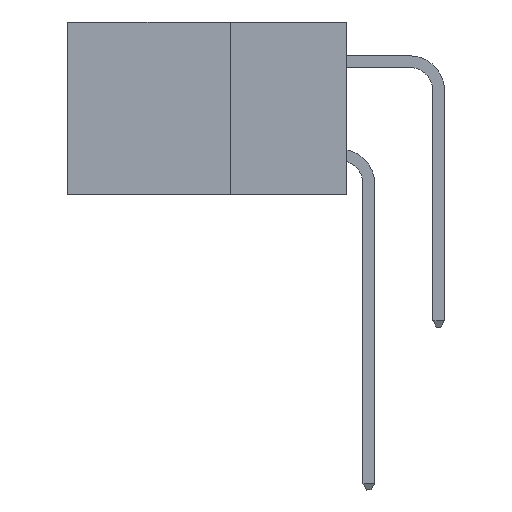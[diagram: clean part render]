
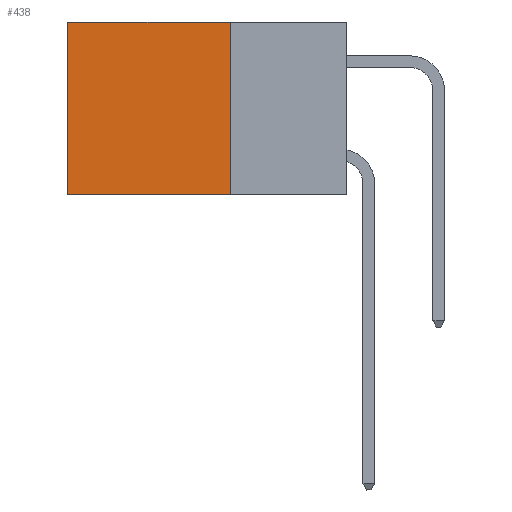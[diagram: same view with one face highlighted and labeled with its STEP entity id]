
A CAD part, left-side view. The second image highlights one B-rep face of the part: STEP entity #438.
In plain terms, the highlighted planar face has unit normal (-1, 0, 0).
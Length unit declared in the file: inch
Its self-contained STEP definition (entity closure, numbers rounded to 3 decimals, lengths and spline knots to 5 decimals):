
#47 = LINE ( 'NONE', #4491, #20125 ) ;
#438 = ADVANCED_FACE ( 'NONE', ( #3134 ), #8801, .F. ) ;
#1940 = LINE ( 'NONE', #17142, #2825 ) ;
#2825 = VECTOR ( 'NONE', #19162, 39.37008 ) ;
#3134 = FACE_OUTER_BOUND ( 'NONE', #8244, .T. ) ;
#3348 = AXIS2_PLACEMENT_3D ( 'NONE', #20016, #17219, #14945 ) ;
#3817 = VECTOR ( 'NONE', #5705, 39.37008 ) ;
#4358 = ORIENTED_EDGE ( 'NONE', *, *, #20533, .T. ) ;
#4491 = CARTESIAN_POINT ( 'NONE',  ( 0.2875, 0.25, -0.37 ) ) ;
#5705 = DIRECTION ( 'NONE',  ( 0., 0., -1. ) ) ;
#7355 = CARTESIAN_POINT ( 'NONE',  ( 0.2875, 0.25, -0.37 ) ) ;
#7708 = LINE ( 'NONE', #15591, #3817 ) ;
#7823 = VERTEX_POINT ( 'NONE', #7355 ) ;
#7834 = ORIENTED_EDGE ( 'NONE', *, *, #15697, .T. ) ;
#8244 = EDGE_LOOP ( 'NONE', ( #4358, #19470, #10533, #7834 ) ) ;
#8801 = PLANE ( 'NONE',  #3348 ) ;
#8947 = EDGE_CURVE ( 'NONE', #7823, #21871, #47, .T. ) ;
#9056 = LINE ( 'NONE', #24038, #17756 ) ;
#9314 = CARTESIAN_POINT ( 'NONE',  ( 0.2875, 0.25, 0. ) ) ;
#10533 = ORIENTED_EDGE ( 'NONE', *, *, #14424, .F. ) ;
#10764 = VERTEX_POINT ( 'NONE', #11729 ) ;
#11729 = CARTESIAN_POINT ( 'NONE',  ( 0.2875, 0.6, 0. ) ) ;
#14424 = EDGE_CURVE ( 'NONE', #22572, #7823, #7708, .T. ) ;
#14945 = DIRECTION ( 'NONE',  ( 0., 0., -1. ) ) ;
#15591 = CARTESIAN_POINT ( 'NONE',  ( 0.2875, 0.25, 0. ) ) ;
#15697 = EDGE_CURVE ( 'NONE', #22572, #10764, #1940, .T. ) ;
#17142 = CARTESIAN_POINT ( 'NONE',  ( 0.2875, 0.25, 0. ) ) ;
#17219 = DIRECTION ( 'NONE',  ( 1., 0., 0. ) ) ;
#17756 = VECTOR ( 'NONE', #18229, 39.37008 ) ;
#17827 = DIRECTION ( 'NONE',  ( 0., 1., 0. ) ) ;
#18229 = DIRECTION ( 'NONE',  ( 0., 0., -1. ) ) ;
#19162 = DIRECTION ( 'NONE',  ( 0., 1., 0. ) ) ;
#19470 = ORIENTED_EDGE ( 'NONE', *, *, #8947, .F. ) ;
#20016 = CARTESIAN_POINT ( 'NONE',  ( 0.2875, 0.25, 0. ) ) ;
#20125 = VECTOR ( 'NONE', #17827, 39.37008 ) ;
#20230 = CARTESIAN_POINT ( 'NONE',  ( 0.2875, 0.6, -0.37 ) ) ;
#20533 = EDGE_CURVE ( 'NONE', #10764, #21871, #9056, .T. ) ;
#21871 = VERTEX_POINT ( 'NONE', #20230 ) ;
#22572 = VERTEX_POINT ( 'NONE', #9314 ) ;
#24038 = CARTESIAN_POINT ( 'NONE',  ( 0.2875, 0.6, 0. ) ) ;
